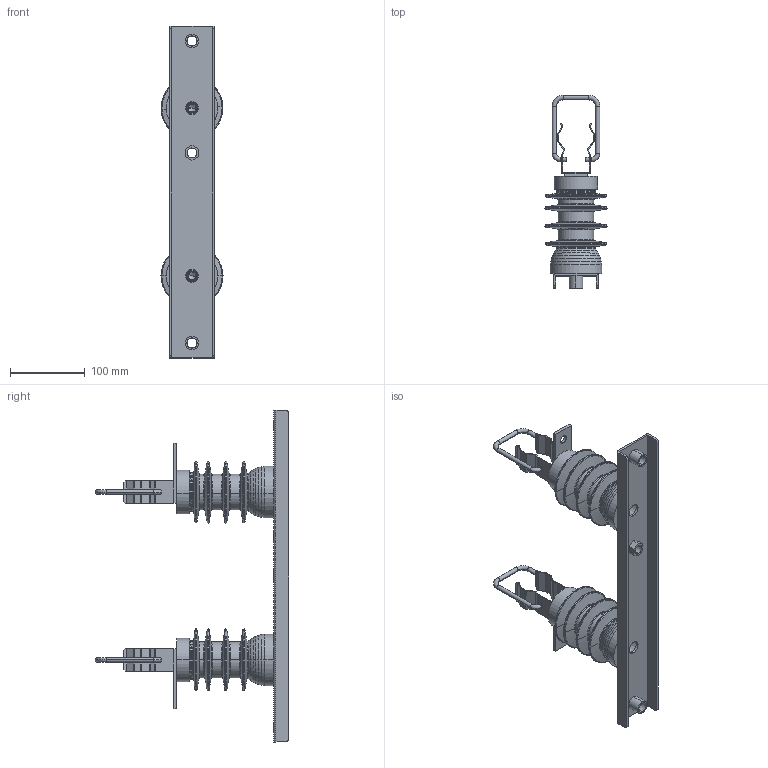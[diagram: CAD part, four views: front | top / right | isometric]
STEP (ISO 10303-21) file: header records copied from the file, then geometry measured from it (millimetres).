
FILE_DESCRIPTION((''),'2;1');
FILE_NAME('7_2KV-N_ASM','2022-02-18T07:30:19',('marketing.praksa'),('Audax d.o.o.'),'CREO PARAMETRIC BY PTC INC, 2021304','CREO PARAMETRIC BY PTC INC, 2021304','');
FILE_SCHEMA(('AP242_MANAGED_MODEL_BASED_3D_ENGINEERING_MIM_LF { 1 0 10303 442 1 1 4 }'));
Length unit declared in the file: millimetre
Products named in the file (15): PRT9568_1_1; PRT9571_1_1; I06R15V00-1-SOLID1_1_1_1; I12R18V00-1-SOLID1_1_1_1; I16R26V00-1-SOLID1_1_1_1; ISOLATOR_12_KV_ASM_1_ASM; PRT9571_1_2; PRT9571_1_3; PRT9571_1_4; PRT9571_1_ASM; PRT9568_1_1_1; PRT9569_1_1_1; PRT9572_1_1_1; IN_OUT_CLIP_ASM; 7_2KV-N_ASM
Assembly tree (17 placements, depth 3):
  7_2KV-N_ASM
    PRT9568_1_1
    ISOLATOR_12_KV_ASM_1_ASM  x2
      PRT9571_1_1
      I06R15V00-1-SOLID1_1_1_1
      I12R18V00-1-SOLID1_1_1_1
      I16R26V00-1-SOLID1_1_1_1
    PRT9571_1_ASM
      PRT9571_1_2
      PRT9571_1_3
      PRT9571_1_4
    IN_OUT_CLIP_ASM  x2
      PRT9568_1_1_1
      PRT9569_1_1_1
      PRT9572_1_1_1
Bounding box: 83.14 x 259.05 x 445 mm (x, y, z)
Volume: 894408.3 mm3; surface area: 257942.5 mm2
Topology: 20 solids, 20 shells, 940 faces, 2108 edges, 1236 vertices
Faces by surface type: cylinder 312, cone 288, plane 204, torus 120, sphere 16
Entity records: 21266 total; most frequent: DIRECTION 2991, CARTESIAN_POINT 2576, ORIENTED_EDGE 2374, AXIS2_PLACEMENT_3D 1187, EDGE_CURVE 1187, PRESENTATION_STYLE_ASSIGNMENT 845, STYLED_ITEM 845, VERTEX_POINT 718
